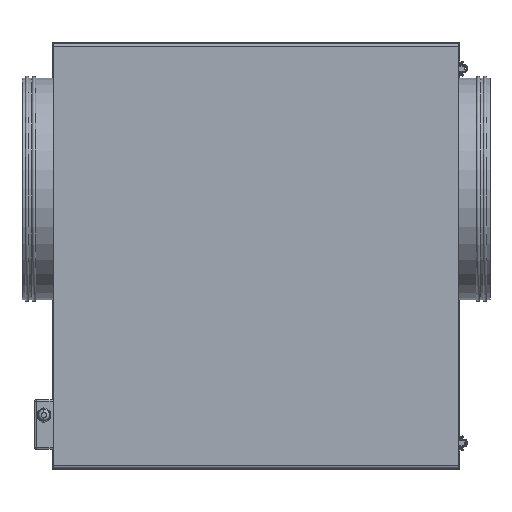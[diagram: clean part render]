
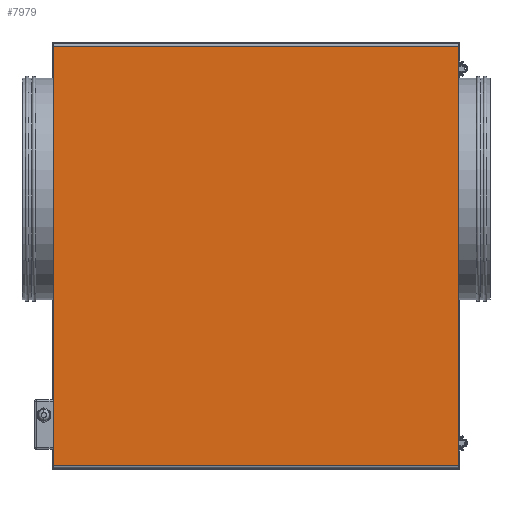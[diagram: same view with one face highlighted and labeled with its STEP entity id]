
A CAD part, front view. The second image highlights one B-rep face of the part: STEP entity #7979.
In plain terms, the highlighted planar face has unit normal (0, -1, 0).
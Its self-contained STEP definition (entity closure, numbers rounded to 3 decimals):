
#2106 = CARTESIAN_POINT ( 'NONE',  ( -325., 0., 676.263 ) ) ;
#2575 = CARTESIAN_POINT ( 'NONE',  ( -325., 0., 3.737 ) ) ;
#2587 = DIRECTION ( 'NONE',  ( 0., 0., -1. ) ) ;
#2589 = VECTOR ( 'NONE', #2587, 1000. ) ;
#2591 = CARTESIAN_POINT ( 'NONE',  ( -325., 0., 680. ) ) ;
#2593 = LINE ( 'NONE', #2591, #2589 ) ;
#2923 = CARTESIAN_POINT ( 'NONE',  ( 325., 0., 676.263 ) ) ;
#2924 = DIRECTION ( 'NONE',  ( -1., 0., 0. ) ) ;
#2925 = VECTOR ( 'NONE', #2924, 1000. ) ;
#2926 = CARTESIAN_POINT ( 'NONE',  ( 325., 0., 676.263 ) ) ;
#2927 = LINE ( 'NONE', #2926, #2925 ) ;
#2956 = DIRECTION ( 'NONE',  ( 0., 0., 1. ) ) ;
#2957 = VECTOR ( 'NONE', #2956, 1000. ) ;
#2958 = CARTESIAN_POINT ( 'NONE',  ( 325., 0., 680. ) ) ;
#2959 = LINE ( 'NONE', #2958, #2957 ) ;
#3212 = CARTESIAN_POINT ( 'NONE',  ( 325., 0., 3.737 ) ) ;
#3213 = DIRECTION ( 'NONE',  ( -1., 0., 0. ) ) ;
#3214 = VECTOR ( 'NONE', #3213, 1000. ) ;
#3215 = CARTESIAN_POINT ( 'NONE',  ( -325., 0., 3.737 ) ) ;
#3216 = LINE ( 'NONE', #3215, #3214 ) ;
#3416 = FACE_OUTER_BOUND ( 'NONE', #7980, .T. ) ;
#3428 = DIRECTION ( 'NONE',  ( 0., 0., 1. ) ) ;
#3429 = DIRECTION ( 'NONE',  ( 0., 1., 0. ) ) ;
#3430 = CARTESIAN_POINT ( 'NONE',  ( -325., 0., 680. ) ) ;
#3431 = AXIS2_PLACEMENT_3D ( 'NONE', #3430, #3429, #3428 ) ;
#3433 = PLANE ( 'NONE',  #3431 ) ;
#7557 = VERTEX_POINT ( 'NONE', #2106 ) ;
#7692 = EDGE_CURVE ( 'NONE', #7557, #7697, #2593, .T. ) ;
#7697 = VERTEX_POINT ( 'NONE', #2575 ) ;
#7781 = ORIENTED_EDGE ( 'NONE', *, *, #7782, .T. ) ;
#7782 = EDGE_CURVE ( 'NONE', #7917, #7817, #2959, .T. ) ;
#7815 = ORIENTED_EDGE ( 'NONE', *, *, #7816, .T. ) ;
#7816 = EDGE_CURVE ( 'NONE', #7817, #7557, #2927, .T. ) ;
#7817 = VERTEX_POINT ( 'NONE', #2923 ) ;
#7818 = ORIENTED_EDGE ( 'NONE', *, *, #7692, .T. ) ;
#7915 = ORIENTED_EDGE ( 'NONE', *, *, #7916, .F. ) ;
#7916 = EDGE_CURVE ( 'NONE', #7917, #7697, #3216, .T. ) ;
#7917 = VERTEX_POINT ( 'NONE', #3212 ) ;
#7979 = ADVANCED_FACE ( 'NONE', ( #3416 ), #3433, .F. ) ;
#7980 = EDGE_LOOP ( 'NONE', ( #7815, #7818, #7915, #7781 ) ) ;
